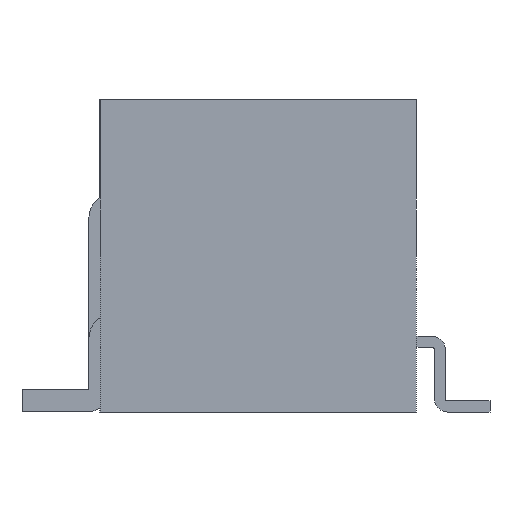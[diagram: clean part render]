
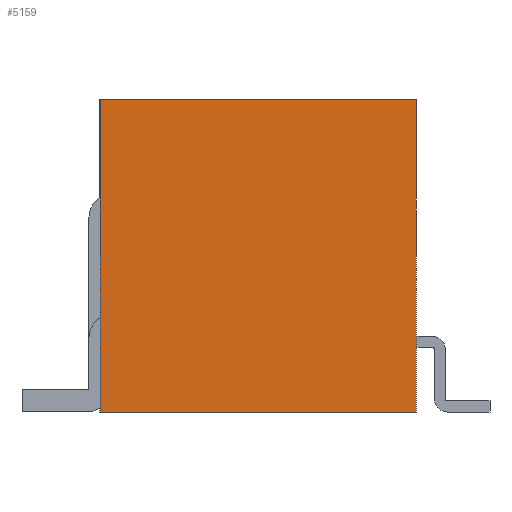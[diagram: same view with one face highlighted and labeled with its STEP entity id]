
A CAD part, front view. The second image highlights one B-rep face of the part: STEP entity #5159.
In plain terms, the highlighted face is planar.
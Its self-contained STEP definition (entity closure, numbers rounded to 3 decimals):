
#414=ORIENTED_EDGE('',*,*,#1508,.T.);
#415=ORIENTED_EDGE('',*,*,#1509,.F.);
#416=ORIENTED_EDGE('',*,*,#1428,.F.);
#417=ORIENTED_EDGE('',*,*,#1510,.T.);
#1428=EDGE_CURVE('',#1999,#2000,#2357,.T.);
#1508=EDGE_CURVE('',#2047,#2048,#2419,.T.);
#1509=EDGE_CURVE('',#2000,#2048,#2420,.T.);
#1510=EDGE_CURVE('',#1999,#2047,#2421,.T.);
#1999=VERTEX_POINT('',#6853);
#2000=VERTEX_POINT('',#6854);
#2047=VERTEX_POINT('',#7009);
#2048=VERTEX_POINT('',#7010);
#2357=LINE('',#6852,#2782);
#2419=LINE('',#7008,#2844);
#2420=LINE('',#7011,#2845);
#2421=LINE('',#7012,#2846);
#2782=VECTOR('',#5704,1000.);
#2844=VECTOR('',#5858,1000.);
#2845=VECTOR('',#5859,1000.);
#2846=VECTOR('',#5860,1000.);
#3213=EDGE_LOOP('',(#414,#415,#416,#417));
#3423=FACE_BOUND('',#3213,.T.);
#3619=PLANE('',#5401);
#5159=ADVANCED_FACE('',(#3423),#3619,.T.);
#5401=AXIS2_PLACEMENT_3D('',#7007,#5856,#5857);
#5704=DIRECTION('',(0.,0.,1.));
#5856=DIRECTION('',(1.,0.,0.));
#5857=DIRECTION('',(0.,0.,-1.));
#5858=DIRECTION('',(0.,0.,1.));
#5859=DIRECTION('',(0.,1.,0.));
#5860=DIRECTION('',(0.,1.,0.));
#6852=CARTESIAN_POINT('',(10.75,-7.1,-7.));
#6853=CARTESIAN_POINT('',(10.75,-7.1,-7.));
#6854=CARTESIAN_POINT('',(10.75,-7.1,7.));
#7007=CARTESIAN_POINT('',(10.75,-7.1,-7.));
#7008=CARTESIAN_POINT('',(10.75,7.1,-7.));
#7009=CARTESIAN_POINT('',(10.75,7.1,-7.));
#7010=CARTESIAN_POINT('',(10.75,7.1,7.));
#7011=CARTESIAN_POINT('',(10.75,-7.1,7.));
#7012=CARTESIAN_POINT('',(10.75,-7.1,-7.));
